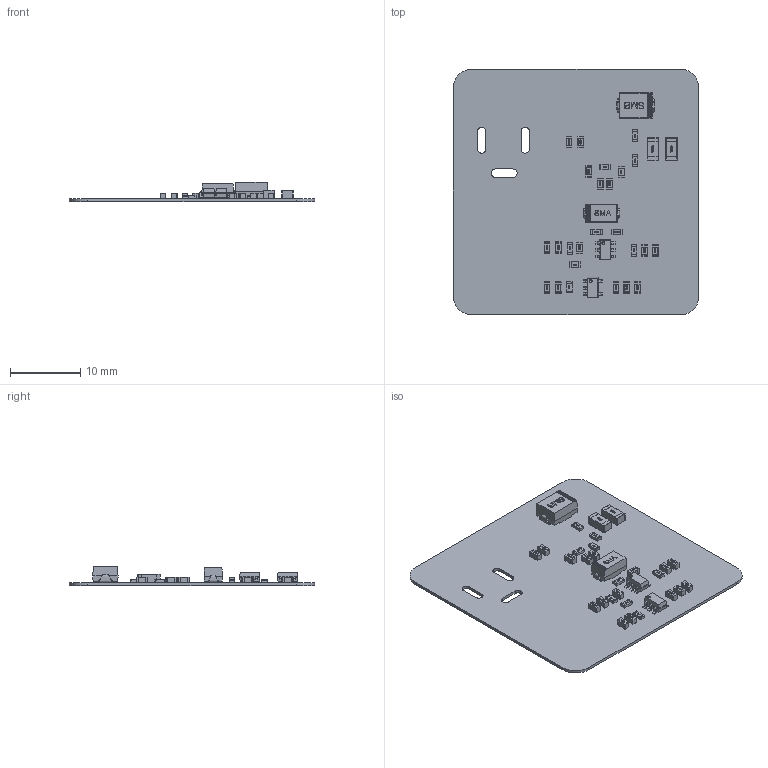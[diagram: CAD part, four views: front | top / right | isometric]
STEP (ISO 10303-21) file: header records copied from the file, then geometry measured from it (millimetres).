
FILE_DESCRIPTION(('Open CASCADE Model'),'2;1');
FILE_NAME('Open CASCADE Shape Model','2022-12-01T20:01:14',('Author'),( 'Open CASCADE'),'Open CASCADE STEP processor 6.8','Open CASCADE 6.8' ,'Unknown');
FILE_SCHEMA(('AUTOMOTIVE_DESIGN { 1 0 10303 214 1 1 1 1 }'));
Length unit declared in the file: millimetre
Products named in the file (53): PCB; Board; Open CASCADE STEP translator 6.8 1.1.1; Z4; Z3; SMA; LOGOﾔｲ｣ｭ｣ｰ.｣ｳ; Z2; Z1; SMB; U2; SOT23-5; R9; R_0603; LOGO?; R8; R7; R6; R5; R4; R3; R2; R1; MP2451; SOT23-6; C18; C_0603; C17; C16; C15; C14; C13; C12; C11; C10; C9; C8; C7; C6; C5 ...
Assembly tree (76 placements, depth 4):
  PCB
    Board
      Open CASCADE STEP translator 6.8 1.1.1
    Z4
    Z3
      SMA
        SMA
        LOGOﾔｲ｣ｭ｣ｰ.｣ｳ
    Z2
    Z1
      SMB
        SMB
        LOGOﾔｲ｣ｭ｣ｰ.｣ｳ
    U2
      SOT23-5
    R9
      R_0603
        R_0603
        LOGO?
    R8
      R_0603
        R_0603
        LOGO?
    R7
      R_0603
        R_0603
        LOGO?
    R6
      R_0603
        R_0603
        LOGO?
    R5
      R_0603
        R_0603
        LOGO?
    R4
      R_0603
        R_0603
        LOGO?
    R3
      R_0603
        R_0603
        LOGO?
    R2
      R_0603
        R_0603
        LOGO?
    R1
      R_0603
        R_0603
        LOGO?
    MP2451
      SOT23-6
    C18
      C_0603
        LOGO?
        C_0603
    C17
      C_0603
        LOGO?
Bounding box: 35 x 35.02 x 2.76 mm (x, y, z)
Volume: 603.6 mm3; surface area: 2938 mm2
Topology: 492 solids, 492 shells, 6120 faces, 14426 edges, 9336 vertices
Faces by surface type: plane 3068, bspline 2026, cylinder 878, sphere 148
Entity records: 53768 total; most frequent: CARTESIAN_POINT 19523, ORIENTED_EDGE 5848, DIRECTION 4630, EDGE_CURVE 2924, LINE 1942, VECTOR 1942, VERTEX_POINT 1892, AXIS2_PLACEMENT_3D 1344
